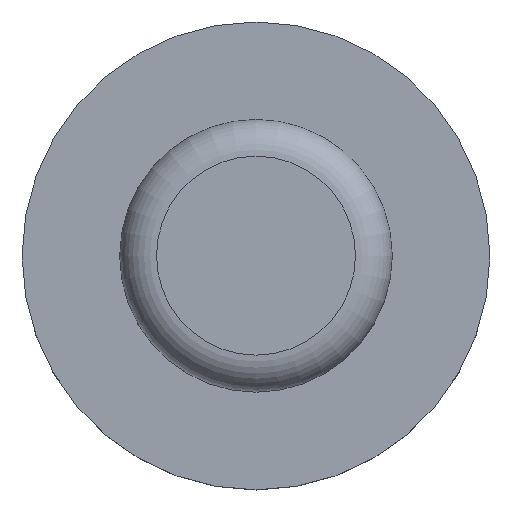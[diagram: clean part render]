
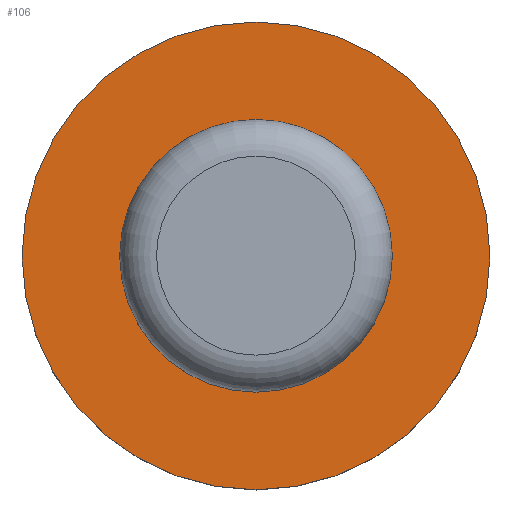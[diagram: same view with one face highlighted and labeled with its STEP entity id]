
A CAD part, top view. The second image highlights one B-rep face of the part: STEP entity #106.
In plain terms, the highlighted planar face has unit normal (0, 0, 1).
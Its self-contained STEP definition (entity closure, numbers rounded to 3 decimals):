
#15=FACE_BOUND('',#43,.T.);
#28=PLANE('',#122);
#34=FACE_OUTER_BOUND('',#42,.T.);
#42=EDGE_LOOP('',(#89));
#43=EDGE_LOOP('',(#90));
#52=CIRCLE('',#119,3.7);
#54=CIRCLE('',#123,6.35);
#60=VERTEX_POINT('',#179);
#62=VERTEX_POINT('',#186);
#70=EDGE_CURVE('',#60,#60,#52,.T.);
#72=EDGE_CURVE('',#62,#62,#54,.T.);
#89=ORIENTED_EDGE('',*,*,#72,.F.);
#90=ORIENTED_EDGE('',*,*,#70,.F.);
#106=ADVANCED_FACE('',(#34,#15),#28,.T.);
#119=AXIS2_PLACEMENT_3D('',#181,#146,#147);
#122=AXIS2_PLACEMENT_3D('',#185,#152,#153);
#123=AXIS2_PLACEMENT_3D('',#187,#154,#155);
#146=DIRECTION('center_axis',(0.,0.,1.));
#147=DIRECTION('ref_axis',(-1.,0.,0.));
#152=DIRECTION('center_axis',(0.,0.,1.));
#153=DIRECTION('ref_axis',(-1.,0.,0.));
#154=DIRECTION('center_axis',(0.,0.,-1.));
#155=DIRECTION('ref_axis',(-1.,0.,0.));
#179=CARTESIAN_POINT('',(34.7,7.5,16.4));
#181=CARTESIAN_POINT('Origin',(31.,7.5,16.4));
#185=CARTESIAN_POINT('Origin',(31.,7.5,16.4));
#186=CARTESIAN_POINT('',(37.35,7.5,16.4));
#187=CARTESIAN_POINT('Origin',(31.,7.5,16.4));
